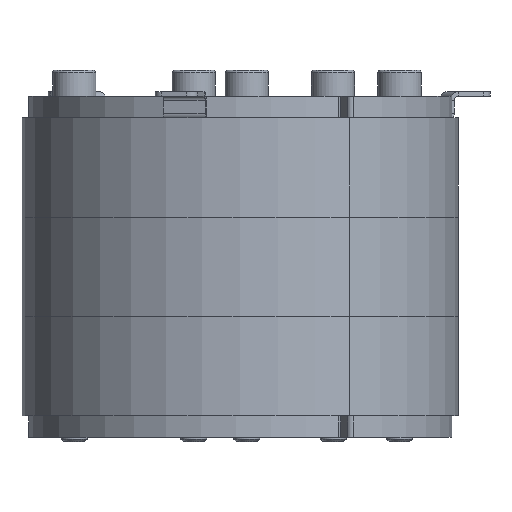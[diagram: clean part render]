
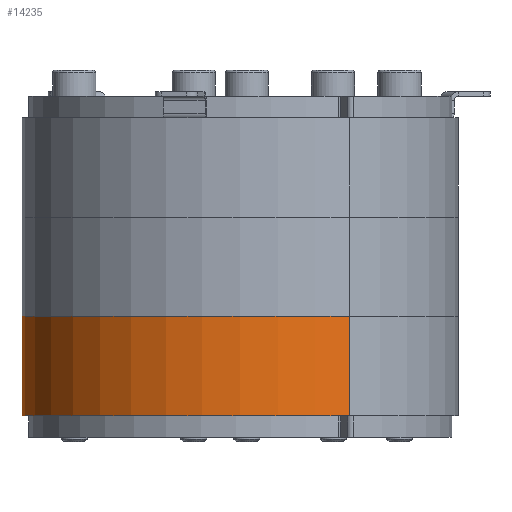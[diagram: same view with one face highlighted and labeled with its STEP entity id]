
A CAD part, front view. The second image highlights one B-rep face of the part: STEP entity #14235.
In plain terms, the highlighted cylindrical face has radius 50.5 mm (diameter 101 mm), a partial arc.
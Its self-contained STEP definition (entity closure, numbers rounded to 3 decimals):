
#1338=FACE_OUTER_BOUND('',#2257,.T.);
#2257=EDGE_LOOP('',(#10789,#10790,#10791,#10792));
#3360=LINE('',#22538,#4578);
#3361=LINE('',#22544,#4579);
#4578=VECTOR('',#18317,10.);
#4579=VECTOR('',#18324,10.);
#5506=CIRCLE('',#15472,50.5);
#5507=CIRCLE('',#15473,50.5);
#6404=VERTEX_POINT('',#22534);
#6405=VERTEX_POINT('',#22536);
#6406=VERTEX_POINT('',#22540);
#6407=VERTEX_POINT('',#22542);
#7924=EDGE_CURVE('',#6404,#6405,#3360,.T.);
#7925=EDGE_CURVE('',#6406,#6404,#5506,.T.);
#7926=EDGE_CURVE('',#6407,#6405,#5507,.T.);
#7927=EDGE_CURVE('',#6406,#6407,#3361,.T.);
#10789=ORIENTED_EDGE('',*,*,#7925,.T.);
#10790=ORIENTED_EDGE('',*,*,#7924,.T.);
#10791=ORIENTED_EDGE('',*,*,#7926,.F.);
#10792=ORIENTED_EDGE('',*,*,#7927,.F.);
#12817=CYLINDRICAL_SURFACE('',#15471,50.5);
#14235=ADVANCED_FACE('',(#1338),#12817,.T.);
#15471=AXIS2_PLACEMENT_3D('',#22539,#18318,#18319);
#15472=AXIS2_PLACEMENT_3D('',#22541,#18320,#18321);
#15473=AXIS2_PLACEMENT_3D('',#22543,#18322,#18323);
#18317=DIRECTION('',(0.,0.,1.));
#18318=DIRECTION('center_axis',(0.,0.,1.));
#18319=DIRECTION('ref_axis',(-0.5,0.866,0.));
#18320=DIRECTION('center_axis',(0.,0.,1.));
#18321=DIRECTION('ref_axis',(-0.5,0.866,0.));
#18322=DIRECTION('center_axis',(0.,0.,1.));
#18323=DIRECTION('ref_axis',(-0.5,0.866,0.));
#18324=DIRECTION('',(0.,0.,1.));
#22534=CARTESIAN_POINT('',(25.25,-43.734,0.));
#22536=CARTESIAN_POINT('',(25.25,-43.734,23.));
#22538=CARTESIAN_POINT('',(25.25,-43.734,0.));
#22539=CARTESIAN_POINT('Origin',(0.,0.,0.));
#22540=CARTESIAN_POINT('',(-50.5,0.,0.));
#22541=CARTESIAN_POINT('Origin',(0.,0.,0.));
#22542=CARTESIAN_POINT('',(-50.5,0.,23.));
#22543=CARTESIAN_POINT('Origin',(0.,0.,23.));
#22544=CARTESIAN_POINT('',(-50.5,0.,0.));
